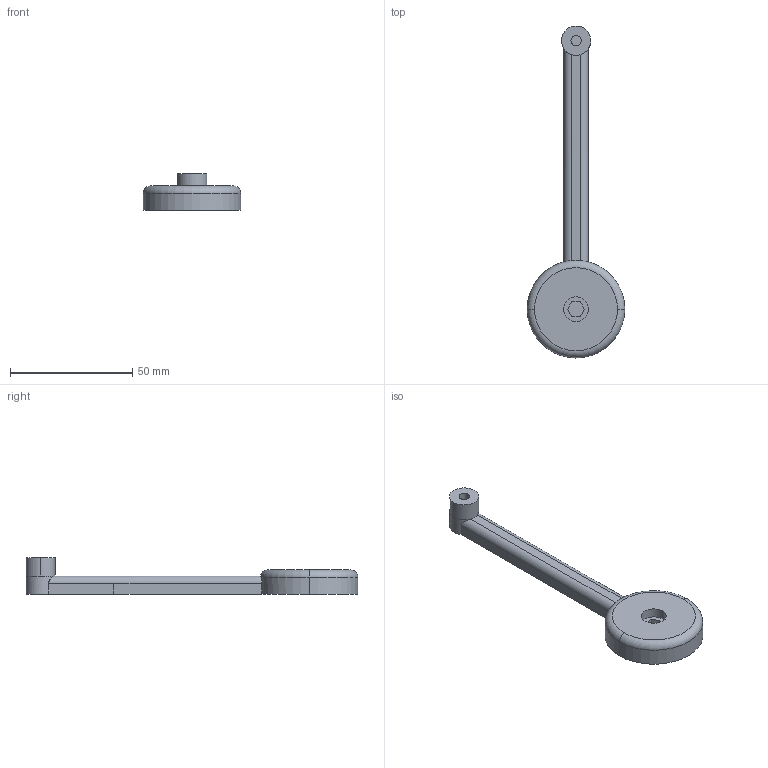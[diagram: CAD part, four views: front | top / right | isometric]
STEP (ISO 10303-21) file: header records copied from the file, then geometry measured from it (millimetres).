
FILE_DESCRIPTION(('CATIA V5 STEP Exchange'),'2;1');
FILE_NAME('biceps bearing side.stp','2023-01-26T17:53:30+00:00',('none'),('none'),'CATIA Version 5 Release 20 GA (IN-10)','CATIA V5 STEP AP203','none');
FILE_SCHEMA(('CONFIG_CONTROL_DESIGN'));
Length unit declared in the file: millimetre
Products named in the file (1): biceps bearing side
Bounding box: 40 x 136 x 15 mm (x, y, z)
Volume: 19536.1 mm3; surface area: 7333.3 mm2
Topology: 1 solids, 1 shells, 31 faces, 76 edges, 50 vertices
Faces by surface type: plane 17, cylinder 12, torus 2
Entity records: 934 total; most frequent: CARTESIAN_POINT 198, ORIENTED_EDGE 152, DIRECTION 117, EDGE_CURVE 76, AXIS2_PLACEMENT_3D 52, VERTEX_POINT 50, VECTOR 42, LINE 42
